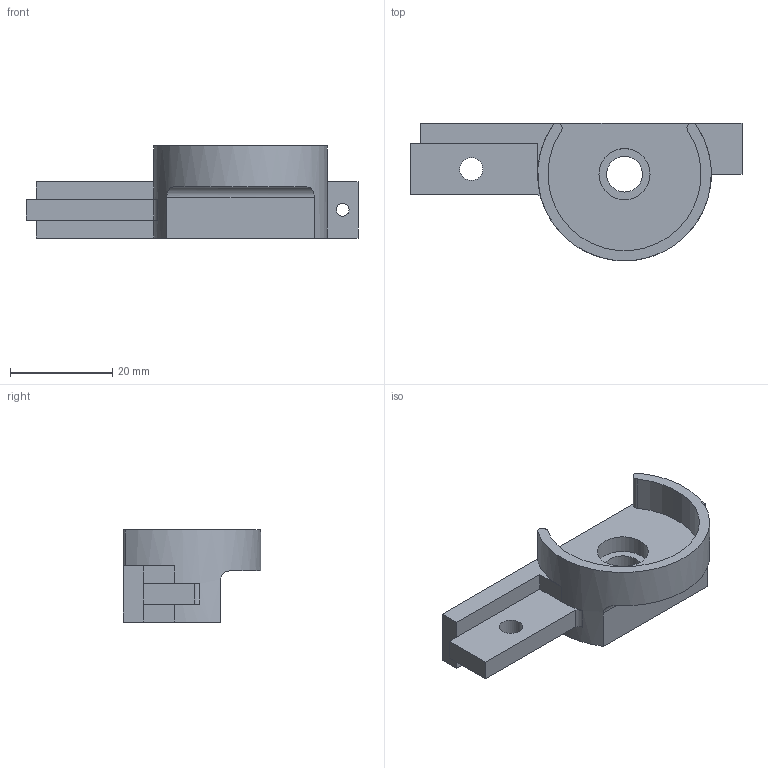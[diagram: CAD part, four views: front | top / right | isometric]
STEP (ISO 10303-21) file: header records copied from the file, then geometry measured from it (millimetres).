
FILE_DESCRIPTION (( 'STEP AP203' ), '1' );
FILE_NAME ('top_jaw.STEP', '2017-07-10T13:17:01', ( '' ), ( '' ), 'SwSTEP 2.0', 'SolidWorks 2017', '' );
FILE_SCHEMA (( 'CONFIG_CONTROL_DESIGN' ));
Length unit declared in the file: millimetre
Products named in the file (1): top_jaw
Bounding box: 65 x 27 x 18.04 mm (x, y, z)
Volume: 10007.7 mm3; surface area: 5497.1 mm2
Topology: 1 solids, 1 shells, 37 faces, 93 edges, 60 vertices
Faces by surface type: plane 24, cylinder 13
Full cylindrical faces by diameter (mm): 2.5 x1, 4.5 x1, 7 x1, 10 x2
Entity records: 1189 total; most frequent: CARTESIAN_POINT 212, DIRECTION 192, ORIENTED_EDGE 174, EDGE_CURVE 87, AXIS2_PLACEMENT_3D 69, VERTEX_POINT 59, LINE 54, VECTOR 54
